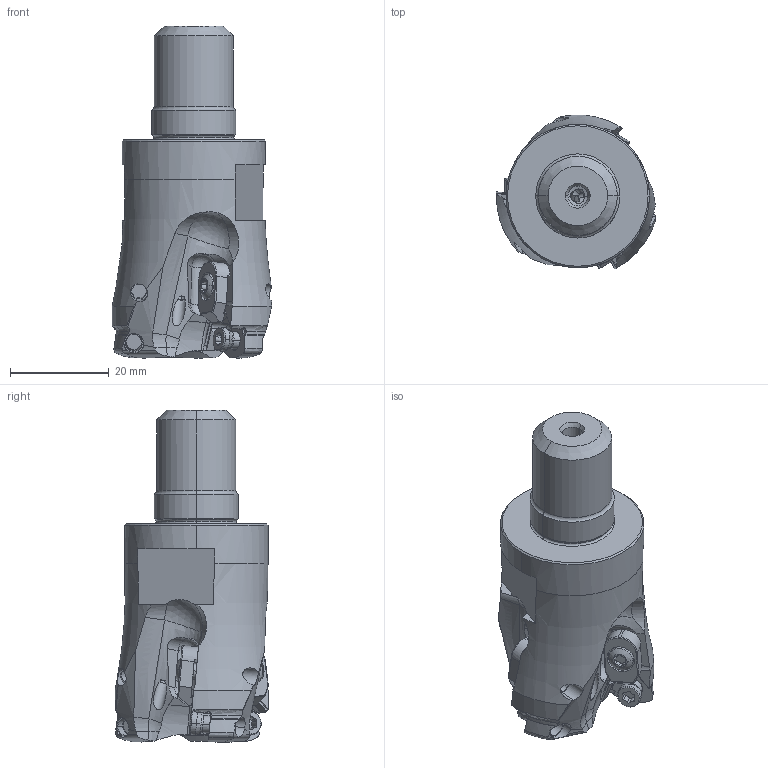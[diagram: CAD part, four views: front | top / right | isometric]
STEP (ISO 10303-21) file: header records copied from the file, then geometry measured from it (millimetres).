
FILE_DESCRIPTION(/* description */ (''),/* implementation_level */ '2;1');
FILE_NAME(/* name */ 'AJXU09R223AM1645.stp',/* time_stamp */ '2021-09-08T11:49:00+09:00',/* author */ (''),/* organization */ (''),/* preprocessor_version */ 'ST-DEVELOPER v16',/* originating_system */ 'SIEMENS PLM Software NX 10.0',/* authorisation */ '');
FILE_SCHEMA (('AUTOMOTIVE_DESIGN { 1 0 10303 214 3 1 1 1 }'));
Length unit declared in the file: millimetre
Products named in the file (1): AJXU09R223AM1645_ASM
Bounding box: 32.2 x 31.11 x 67.1 mm (x, y, z)
Volume: 27461.6 mm3; surface area: 10153.1 mm2
Topology: 13 solids, 13 shells, 637 faces, 1811 edges, 1251 vertices
Faces by surface type: cylinder 307, plane 178, cone 82, torus 40, sphere 18, bspline 12
Entity records: 26327 total; most frequent: CARTESIAN_POINT 9035, DIRECTION 3590, ORIENTED_EDGE 3556, EDGE_CURVE 1778, AXIS2_PLACEMENT_3D 1482, VERTEX_POINT 1190, CIRCLE 745, EDGE_LOOP 690
